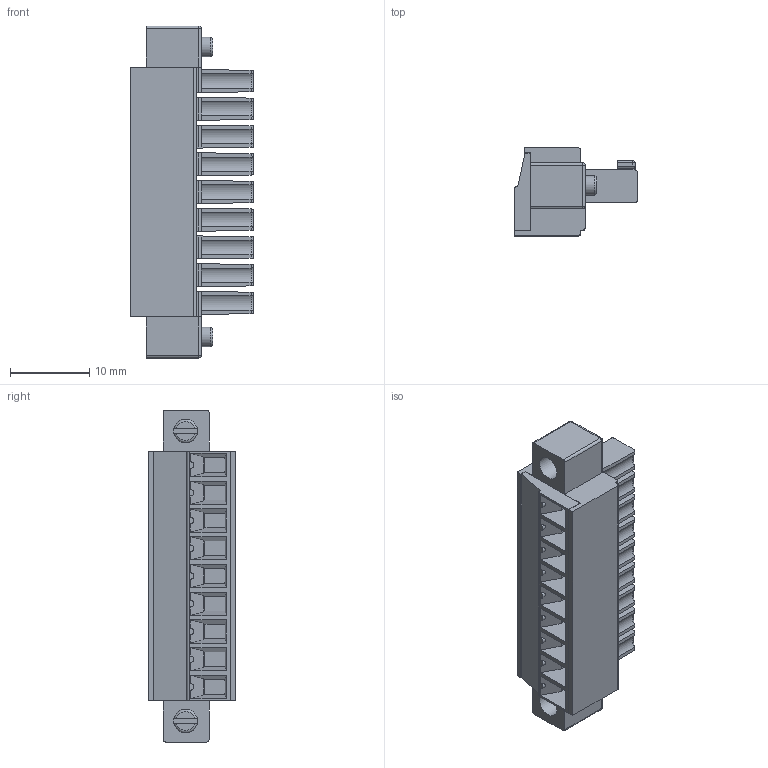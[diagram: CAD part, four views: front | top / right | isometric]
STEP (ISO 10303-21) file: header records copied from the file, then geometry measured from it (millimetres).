
FILE_DESCRIPTION(('STEP AP214'),'1');
FILE_NAME('SH05-7-K.stp','2018-11-19T11:30:38',(' '),(' '),'Spatial InterOp 3D',' ',' ');
FILE_SCHEMA(('AUTOMOTIVE_DESIGN { 1 0 10303 214 1 1 1 1 }'));
Length unit declared in the file: metre
Products named in the file (1): 1
Bounding box: 15.5 x 11.1 x 41.9 mm (x, y, z)
Volume: 3285.1 mm3; surface area: 3945.9 mm2
Topology: 1 solids, 1 shells, 735 faces, 1944 edges, 1236 vertices
Faces by surface type: plane 487, cylinder 174, cone 29, torus 23, sphere 22
Full cylindrical faces by diameter (mm): 1.2 x9, 1.8 x4, 2.5 x2, 2.8 x9, 3 x11
Entity records: 27943 total; most frequent: CARTESIAN_POINT 4255, ORIENTED_EDGE 3642, DIRECTION 3637, EDGE_CURVE 1821, LINE 1341, VECTOR 1341, VERTEX_POINT 1199, AXIS2_PLACEMENT_3D 1148
